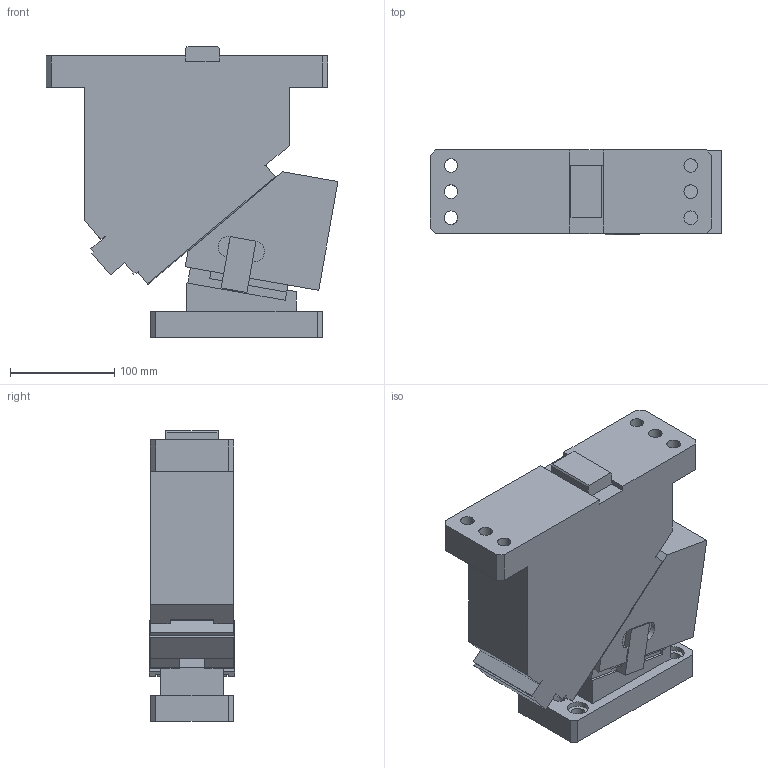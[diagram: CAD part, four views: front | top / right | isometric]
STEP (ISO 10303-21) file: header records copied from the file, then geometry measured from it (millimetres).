
FILE_DESCRIPTION(('CATIA V5 STEP Exchange'),'2;1');
FILE_NAME('CACC_80_10.stp','2015-04-21T12:51:45+00:00',('none'),('none'),'CATIA Version 5 Release 19 SP 2 (IN-10)','CATIA V5 STEP AP203','none');
FILE_SCHEMA(('CONFIG_CONTROL_DESIGN'));
Length unit declared in the file: millimetre
Products named in the file (1): CACC_80_10
Bounding box: 279.92 x 82 x 279 mm (x, y, z)
Volume: 3883000.8 mm3; surface area: 323012.6 mm2
Topology: 3 solids, 3 shells, 233 faces, 655 edges, 431 vertices
Faces by surface type: plane 168, cylinder 63, cone 2
Entity records: 7823 total; most frequent: CARTESIAN_POINT 1904, ORIENTED_EDGE 1298, DIRECTION 1036, EDGE_CURVE 649, VECTOR 522, LINE 522, VERTEX_POINT 429, AXIS2_PLACEMENT_3D 303
